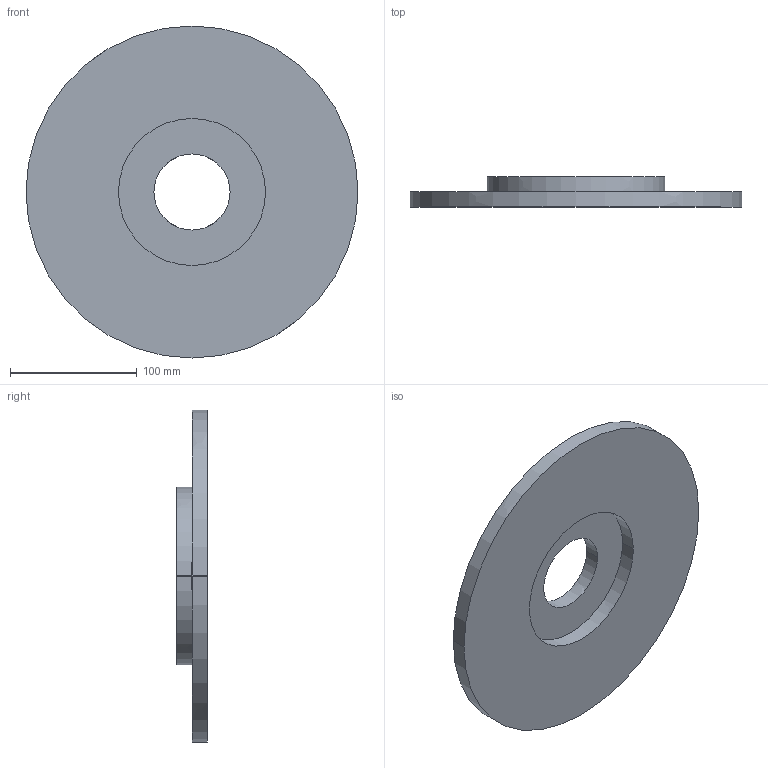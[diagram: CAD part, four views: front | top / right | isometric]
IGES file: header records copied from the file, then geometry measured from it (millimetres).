
Start section: SolidWorks IGES file using NURBS representation for surfaces
Global section: file name: soliddisk1.IGS; native system: SolidWorks 2012; preprocessor: SolidWorks 2012; author: srirama; date: 130426.200237; units: millimetre
Bounding box: 262 x 24 x 262 mm (x, y, z)
Surface area: 123960.9 mm2 (no closed solid volume)
Topology: 0 solids, 0 shells, 12 faces, 48 edges, 48 vertices
Faces by surface type: bspline 12
